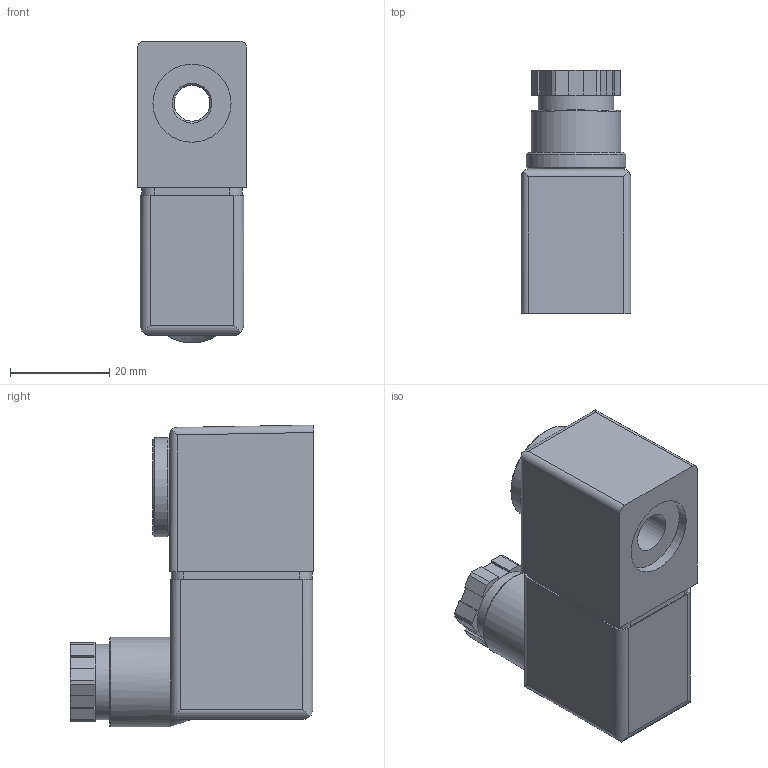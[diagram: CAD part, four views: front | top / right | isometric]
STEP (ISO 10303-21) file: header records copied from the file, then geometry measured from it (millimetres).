
FILE_DESCRIPTION(/* description */ ('STEP AP214'),/* implementation_level */ '2;1');
FILE_NAME(/* name */ '4527_MSFG-24_42-50_60',/* time_stamp */ '2024-09-11T19:44:36+02:00',/* author */ ('License CC BY-ND 4.0'),/* organization */ ('CADENAS'),/* preprocessor_version */ 'ST-DEVELOPER v19.3',/* originating_system */ 'PARTsolutions',/* authorisation */ ' ');
FILE_SCHEMA (('AUTOMOTIVE_DESIGN {1 0 10303 214 3 1 1}'));
Length unit declared in the file: millimetre
Products named in the file (5): 4527 MSFG-24/42-50/60---(0); 389924 MSFG-24-42-50/60---(P); DIN-137 A 8; 209407 M8X0,75; 34431 MSSD-F---(0)
Assembly tree (4 placements, depth 2):
  4527 MSFG-24/42-50/60---(0)
    389924 MSFG-24-42-50/60---(P)
    DIN-137 A 8
    209407 M8X0,75
    34431 MSSD-F---(0)
Bounding box: 22 x 49 x 60.7 mm (x, y, z)
Volume: 38176.9 mm3; surface area: 13459.9 mm2
Topology: 4 solids, 4 shells, 247 faces, 622 edges, 403 vertices
Faces by surface type: plane 167, cylinder 67, cone 10, torus 3
Full cylindrical faces by diameter (mm): 1.3 x3, 2.459 x1, 3 x1, 5.5 x1, 6 x1, 7.188 x1, 8 x1, 8.4 x1, 10.5 x1, 15 x1, 15.2 x1, 15.7 x2, 18 x1, 20 x1
Entity records: 8959 total; most frequent: CARTESIAN_POINT 1276, DIRECTION 1247, ORIENTED_EDGE 1174, EDGE_CURVE 587, LINE 417, VECTOR 417, AXIS2_PLACEMENT_3D 415, VERTEX_POINT 396
